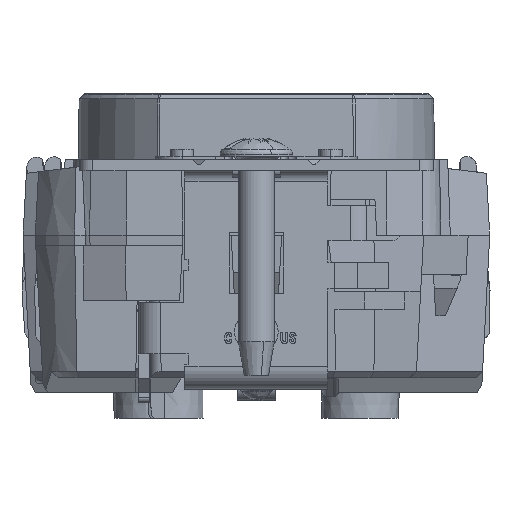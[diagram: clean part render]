
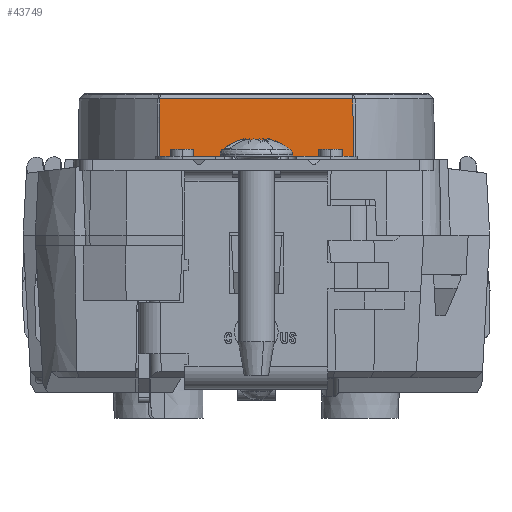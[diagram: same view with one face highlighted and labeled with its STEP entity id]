
A CAD part, front view. The second image highlights one B-rep face of the part: STEP entity #43749.
In plain terms, the highlighted planar face has unit normal (0, -1, 0.018).
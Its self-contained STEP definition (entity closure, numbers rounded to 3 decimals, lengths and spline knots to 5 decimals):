
#304 = CARTESIAN_POINT ( 'NONE',  ( 0.35909, -1.3175, 0.809 ) ) ;
#2873 = DIRECTION ( 'NONE',  ( 1., 0., 0. ) ) ;
#16680 = VERTEX_POINT ( 'NONE', #73178 ) ;
#18503 = CARTESIAN_POINT ( 'NONE',  ( 0.27761, -1.3175, 0.809 ) ) ;
#18648 = CARTESIAN_POINT ( 'NONE',  ( 0.3581, -1.31422, 0.99703 ) ) ;
#22663 = CARTESIAN_POINT ( 'NONE',  ( -0.36233, -1.31356, 1.03465 ) ) ;
#23318 = LINE ( 'NONE', #22663, #124546 ) ;
#24877 = CARTESIAN_POINT ( 'NONE',  ( 0., -1.3175, 0.809 ) ) ;
#25536 = ORIENTED_EDGE ( 'NONE', *, *, #66010, .T. ) ;
#27878 = CARTESIAN_POINT ( 'NONE',  ( 0.35889, -1.31684, 0.8466 ) ) ;
#35894 = CARTESIAN_POINT ( 'NONE',  ( -0.35889, -1.31684, 0.8466 ) ) ;
#37951 = ORIENTED_EDGE ( 'NONE', *, *, #57020, .T. ) ;
#43749 = ADVANCED_FACE ( 'NONE', ( #77357 ), #87244, .T. ) ;
#49181 = B_SPLINE_CURVE_WITH_KNOTS ( 'NONE', 3,
 ( #304, #27878, #68569, #108647, #60657, #18648, #110576 ),
 .UNSPECIFIED., .F., .F.,
 ( 4, 3, 4 ),
 ( 0., 0.00287, 0.00573 ),
 .UNSPECIFIED. ) ;
#49664 = AXIS2_PLACEMENT_3D ( 'NONE', #24877, #75446, #115523 ) ;
#50279 = VERTEX_POINT ( 'NONE', #55371 ) ;
#51793 = EDGE_CURVE ( 'NONE', #82911, #65715, #118707, .T. ) ;
#55371 = CARTESIAN_POINT ( 'NONE',  ( -0.3579, -1.31356, 1.03465 ) ) ;
#57020 = EDGE_CURVE ( 'NONE', #110352, #16680, #90845, .T. ) ;
#57535 = VECTOR ( 'NONE', #2873, 39.37008 ) ;
#57542 = CARTESIAN_POINT ( 'NONE',  ( -0.3579, -1.31356, 1.03465 ) ) ;
#60657 = CARTESIAN_POINT ( 'NONE',  ( 0.35829, -1.31487, 0.95941 ) ) ;
#65715 = VERTEX_POINT ( 'NONE', #98296 ) ;
#66010 = EDGE_CURVE ( 'NONE', #110774, #50279, #23318, .T. ) ;
#67892 = CARTESIAN_POINT ( 'NONE',  ( 0., -1.3175, 0.809 ) ) ;
#68024 = CARTESIAN_POINT ( 'NONE',  ( -0.35869, -1.31619, 0.8842 ) ) ;
#68569 = CARTESIAN_POINT ( 'NONE',  ( 0.35869, -1.31619, 0.8842 ) ) ;
#68780 = CARTESIAN_POINT ( 'NONE',  ( 0., -1.3175, 0.809 ) ) ;
#69362 = EDGE_CURVE ( 'NONE', #50279, #82911, #112063, .T. ) ;
#73178 = CARTESIAN_POINT ( 'NONE',  ( 0.35909, -1.3175, 0.809 ) ) ;
#73613 = VECTOR ( 'NONE', #113596, 39.37008 ) ;
#75257 = CARTESIAN_POINT ( 'NONE',  ( 0.3579, -1.31356, 1.03465 ) ) ;
#75446 = DIRECTION ( 'NONE',  ( 0., -1., 0.017 ) ) ;
#77357 = FACE_OUTER_BOUND ( 'NONE', #84993, .T. ) ;
#78374 = EDGE_CURVE ( 'NONE', #65715, #110352, #102406, .T. ) ;
#82911 = VERTEX_POINT ( 'NONE', #111985 ) ;
#83333 = ORIENTED_EDGE ( 'NONE', *, *, #110164, .T. ) ;
#84015 = CARTESIAN_POINT ( 'NONE',  ( 0., -1.3175, 0.809 ) ) ;
#84993 = EDGE_LOOP ( 'NONE', ( #25536, #96439, #123393, #93467, #37951, #83333 ) ) ;
#85828 = CARTESIAN_POINT ( 'NONE',  ( -0.3581, -1.31422, 0.99703 ) ) ;
#86470 = CARTESIAN_POINT ( 'NONE',  ( -0.35909, -1.3175, 0.809 ) ) ;
#87244 = PLANE ( 'NONE',  #49664 ) ;
#90845 = LINE ( 'NONE', #67892, #57535 ) ;
#91074 = DIRECTION ( 'NONE',  ( 1., 0., 0. ) ) ;
#93467 = ORIENTED_EDGE ( 'NONE', *, *, #78374, .T. ) ;
#96439 = ORIENTED_EDGE ( 'NONE', *, *, #69362, .T. ) ;
#98296 = CARTESIAN_POINT ( 'NONE',  ( -0.27761, -1.3175, 0.809 ) ) ;
#102406 = LINE ( 'NONE', #84015, #73613 ) ;
#103041 = VECTOR ( 'NONE', #91074, 39.37008 ) ;
#103445 = DIRECTION ( 'NONE',  ( -1., 0., 0. ) ) ;
#108647 = CARTESIAN_POINT ( 'NONE',  ( 0.35849, -1.31553, 0.9218 ) ) ;
#110164 = EDGE_CURVE ( 'NONE', #16680, #110774, #49181, .T. ) ;
#110352 = VERTEX_POINT ( 'NONE', #18503 ) ;
#110576 = CARTESIAN_POINT ( 'NONE',  ( 0.3579, -1.31356, 1.03465 ) ) ;
#110774 = VERTEX_POINT ( 'NONE', #75257 ) ;
#111985 = CARTESIAN_POINT ( 'NONE',  ( -0.35909, -1.3175, 0.809 ) ) ;
#112063 = B_SPLINE_CURVE_WITH_KNOTS ( 'NONE', 3,
 ( #57542, #85828, #116692, #117312, #68024, #35894, #86470 ),
 .UNSPECIFIED., .F., .F.,
 ( 4, 3, 4 ),
 ( 0., 0.00287, 0.00573 ),
 .UNSPECIFIED. ) ;
#113596 = DIRECTION ( 'NONE',  ( 1., 0., 0. ) ) ;
#115523 = DIRECTION ( 'NONE',  ( 0., -0.017, -1. ) ) ;
#116692 = CARTESIAN_POINT ( 'NONE',  ( -0.35829, -1.31487, 0.95941 ) ) ;
#117312 = CARTESIAN_POINT ( 'NONE',  ( -0.35849, -1.31553, 0.9218 ) ) ;
#118707 = LINE ( 'NONE', #68780, #103041 ) ;
#123393 = ORIENTED_EDGE ( 'NONE', *, *, #51793, .T. ) ;
#124546 = VECTOR ( 'NONE', #103445, 39.37008 ) ;
